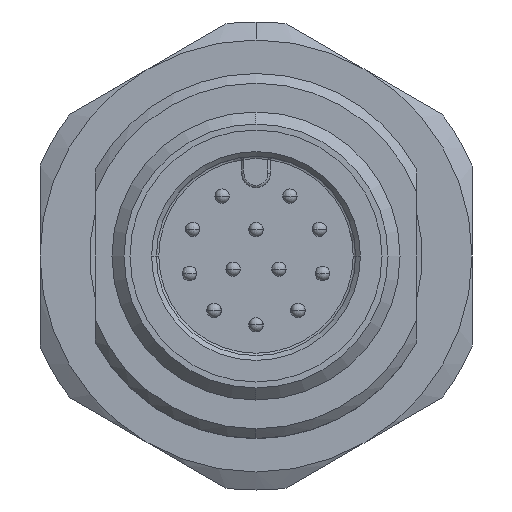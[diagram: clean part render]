
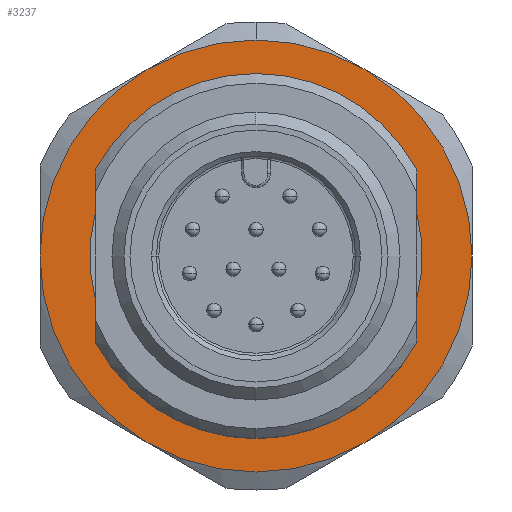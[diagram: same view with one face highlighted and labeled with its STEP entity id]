
A CAD part, left-side view. The second image highlights one B-rep face of the part: STEP entity #3237.
In plain terms, the highlighted planar face has unit normal (-1, 0, 0).
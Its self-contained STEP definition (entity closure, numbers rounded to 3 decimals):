
#484=CARTESIAN_POINT('',(15.5,0.,0.));
#485=DIRECTION('',(-1.,0.,0.));
#486=DIRECTION('',(0.,1.,0.));
#487=AXIS2_PLACEMENT_3D('',#484,#485,#486);
#489=CARTESIAN_POINT('',(15.5,0.,0.));
#490=DIRECTION('',(-1.,0.,0.));
#491=DIRECTION('',(0.,0.5,0.866));
#492=AXIS2_PLACEMENT_3D('',#489,#490,#491);
#494=CARTESIAN_POINT('',(15.5,0.,0.));
#495=DIRECTION('',(-1.,0.,0.));
#496=DIRECTION('',(0.,0.,1.));
#497=AXIS2_PLACEMENT_3D('',#494,#495,#496);
#499=CARTESIAN_POINT('',(15.5,0.,0.));
#500=DIRECTION('',(-1.,0.,0.));
#501=DIRECTION('',(0.,-0.5,0.866));
#502=AXIS2_PLACEMENT_3D('',#499,#500,#501);
#504=CARTESIAN_POINT('',(15.5,0.,0.));
#505=DIRECTION('',(-1.,0.,0.));
#506=DIRECTION('',(0.,-1.,0.));
#507=AXIS2_PLACEMENT_3D('',#504,#505,#506);
#509=CARTESIAN_POINT('',(15.5,0.,0.));
#510=DIRECTION('',(-1.,0.,0.));
#511=DIRECTION('',(0.,-0.5,-0.866));
#512=AXIS2_PLACEMENT_3D('',#509,#510,#511);
#514=CARTESIAN_POINT('',(15.5,0.,0.));
#515=DIRECTION('',(-1.,0.,0.));
#516=DIRECTION('',(0.,0.,-1.));
#517=AXIS2_PLACEMENT_3D('',#514,#515,#516);
#519=CARTESIAN_POINT('',(15.5,0.,0.));
#520=DIRECTION('',(-1.,0.,0.));
#521=DIRECTION('',(0.,0.5,-0.866));
#522=AXIS2_PLACEMENT_3D('',#519,#520,#521);
#524=DIRECTION('',(0.,0.,1.));
#525=VECTOR('',#524,1.817);
#526=CARTESIAN_POINT('',(15.5,6.7,1.771));
#527=LINE('',#526,#525);
#528=CARTESIAN_POINT('',(15.5,0.,0.));
#529=DIRECTION('',(1.,0.,0.));
#530=DIRECTION('',(0.,0.967,-0.255));
#531=AXIS2_PLACEMENT_3D('',#528,#529,#530);
#533=DIRECTION('',(0.,0.,1.));
#534=VECTOR('',#533,1.817);
#535=CARTESIAN_POINT('',(15.5,6.7,-3.587));
#536=LINE('',#535,#534);
#537=CARTESIAN_POINT('',(15.5,0.,0.));
#538=DIRECTION('',(1.,0.,0.));
#539=DIRECTION('',(0.,-0.882,-0.472));
#540=AXIS2_PLACEMENT_3D('',#537,#538,#539);
#542=DIRECTION('',(0.,0.,-1.));
#543=VECTOR('',#542,1.817);
#544=CARTESIAN_POINT('',(15.5,-6.7,-1.771));
#545=LINE('',#544,#543);
#546=CARTESIAN_POINT('',(15.5,0.,0.));
#547=DIRECTION('',(1.,0.,0.));
#548=DIRECTION('',(0.,-0.967,0.255));
#549=AXIS2_PLACEMENT_3D('',#546,#547,#548);
#551=DIRECTION('',(0.,0.,-1.));
#552=VECTOR('',#551,1.817);
#553=CARTESIAN_POINT('',(15.5,-6.7,3.587));
#554=LINE('',#553,#552);
#555=CARTESIAN_POINT('',(15.5,0.,0.));
#556=DIRECTION('',(1.,0.,0.));
#557=DIRECTION('',(0.,0.,1.));
#558=AXIS2_PLACEMENT_3D('',#555,#556,#557);
#560=CARTESIAN_POINT('',(15.5,0.,0.));
#561=DIRECTION('',(1.,0.,0.));
#562=DIRECTION('',(0.,0.882,0.472));
#563=AXIS2_PLACEMENT_3D('',#560,#561,#562);
#570=CARTESIAN_POINT('',(15.5,4.5,-7.794));
#852=CARTESIAN_POINT('',(15.5,4.5,7.794));
#1633=CARTESIAN_POINT('',(15.5,-4.5,-7.794));
#2223=CARTESIAN_POINT('',(15.5,-6.7,1.771));
#2225=VERTEX_POINT('',#2223);
#2235=CARTESIAN_POINT('',(15.5,6.7,3.587));
#2236=VERTEX_POINT('',#2235);
#2243=CARTESIAN_POINT('',(15.5,-9.,0.));
#2244=CARTESIAN_POINT('',(15.5,-4.5,7.794));
#2245=VERTEX_POINT('',#2243);
#2246=VERTEX_POINT('',#2244);
#2247=CARTESIAN_POINT('',(15.5,6.7,1.771));
#2248=VERTEX_POINT('',#2247);
#2258=VERTEX_POINT('',#570);
#2295=CARTESIAN_POINT('',(15.5,6.7,-1.771));
#2297=VERTEX_POINT('',#2295);
#2323=VERTEX_POINT('',#1633);
#2380=CARTESIAN_POINT('',(15.5,0.,-9.));
#2381=VERTEX_POINT('',#2380);
#2382=CARTESIAN_POINT('',(15.5,6.7,-3.587));
#2383=VERTEX_POINT('',#2382);
#2385=CARTESIAN_POINT('',(15.5,-6.7,3.587));
#2387=VERTEX_POINT('',#2385);
#2398=CARTESIAN_POINT('',(15.5,0.,9.));
#2399=VERTEX_POINT('',#2398);
#2420=VERTEX_POINT('',#852);
#2431=CARTESIAN_POINT('',(15.5,9.,0.));
#2432=VERTEX_POINT('',#2431);
#2437=CARTESIAN_POINT('',(15.5,-6.7,-1.771));
#2438=VERTEX_POINT('',#2437);
#2541=CARTESIAN_POINT('',(15.5,0.,7.6));
#2542=VERTEX_POINT('',#2541);
#2559=CARTESIAN_POINT('',(15.5,-6.7,-3.587));
#2560=VERTEX_POINT('',#2559);
#3197=CARTESIAN_POINT('',(15.5,0.,0.));
#3198=DIRECTION('',(1.,0.,0.));
#3199=DIRECTION('',(0.,0.,-1.));
#3200=AXIS2_PLACEMENT_3D('',#3197,#3198,#3199);
#3201=PLANE('',#3200);
#3203=ORIENTED_EDGE('',*,*,#3202,.F.);
#3205=ORIENTED_EDGE('',*,*,#3204,.F.);
#3207=ORIENTED_EDGE('',*,*,#3206,.F.);
#3209=ORIENTED_EDGE('',*,*,#3208,.F.);
#3211=ORIENTED_EDGE('',*,*,#3210,.F.);
#3213=ORIENTED_EDGE('',*,*,#3212,.F.);
#3215=ORIENTED_EDGE('',*,*,#3214,.F.);
#3217=ORIENTED_EDGE('',*,*,#3216,.F.);
#3218=EDGE_LOOP('',(#3203,#3205,#3207,#3209,#3211,#3213,#3215,#3217));
#3219=FACE_OUTER_BOUND('',#3218,.F.);
#3221=ORIENTED_EDGE('',*,*,#3220,.F.);
#3223=ORIENTED_EDGE('',*,*,#3222,.F.);
#3225=ORIENTED_EDGE('',*,*,#3224,.F.);
#3226=ORIENTED_EDGE('',*,*,#3185,.F.);
#3227=ORIENTED_EDGE('',*,*,#3175,.F.);
#3229=ORIENTED_EDGE('',*,*,#3228,.F.);
#3230=ORIENTED_EDGE('',*,*,#3167,.F.);
#3232=ORIENTED_EDGE('',*,*,#3231,.F.);
#3234=ORIENTED_EDGE('',*,*,#3233,.F.);
#3235=EDGE_LOOP('',(#3221,#3223,#3225,#3226,#3227,#3229,#3230,#3232,#3234));
#3236=FACE_BOUND('',#3235,.F.);
#3237=ADVANCED_FACE('',(#3219,#3236),#3201,.F.);
#488=CIRCLE('',#487,9.);
#493=CIRCLE('',#492,9.);
#498=CIRCLE('',#497,9.);
#503=CIRCLE('',#502,9.);
#508=CIRCLE('',#507,9.);
#513=CIRCLE('',#512,9.);
#518=CIRCLE('',#517,9.);
#523=CIRCLE('',#522,9.);
#532=CIRCLE('',#531,6.93);
#541=CIRCLE('',#540,7.6);
#550=CIRCLE('',#549,6.93);
#559=CIRCLE('',#558,7.6);
#564=CIRCLE('',#563,7.6);
#3167=EDGE_CURVE('',#2387,#2225,#554,.T.);
#3175=EDGE_CURVE('',#2438,#2560,#545,.T.);
#3185=EDGE_CURVE('',#2560,#2383,#541,.T.);
#3202=EDGE_CURVE('',#2432,#2258,#488,.T.);
#3204=EDGE_CURVE('',#2420,#2432,#493,.T.);
#3206=EDGE_CURVE('',#2399,#2420,#498,.T.);
#3208=EDGE_CURVE('',#2246,#2399,#503,.T.);
#3210=EDGE_CURVE('',#2245,#2246,#508,.T.);
#3212=EDGE_CURVE('',#2323,#2245,#513,.T.);
#3214=EDGE_CURVE('',#2381,#2323,#518,.T.);
#3216=EDGE_CURVE('',#2258,#2381,#523,.T.);
#3220=EDGE_CURVE('',#2248,#2236,#527,.T.);
#3222=EDGE_CURVE('',#2297,#2248,#532,.T.);
#3224=EDGE_CURVE('',#2383,#2297,#536,.T.);
#3228=EDGE_CURVE('',#2225,#2438,#550,.T.);
#3231=EDGE_CURVE('',#2542,#2387,#559,.T.);
#3233=EDGE_CURVE('',#2236,#2542,#564,.T.);
